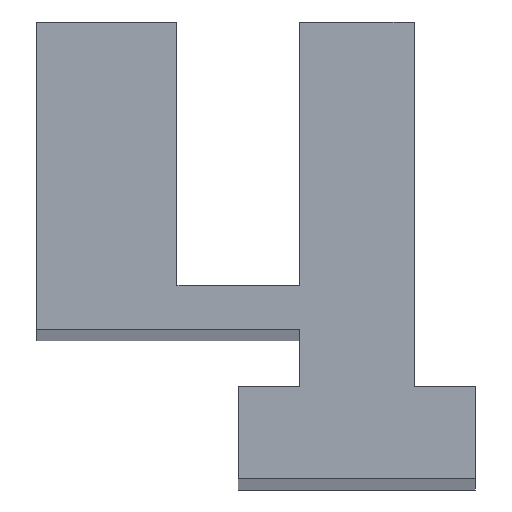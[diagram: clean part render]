
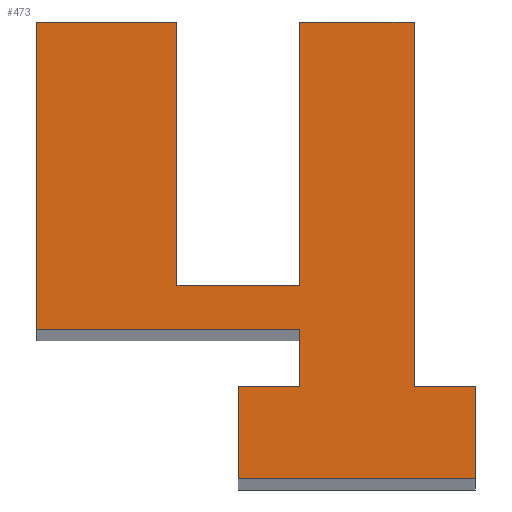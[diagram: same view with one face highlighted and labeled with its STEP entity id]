
A CAD part, top view. The second image highlights one B-rep face of the part: STEP entity #473.
In plain terms, the highlighted planar face has unit normal (0, 0, 1).
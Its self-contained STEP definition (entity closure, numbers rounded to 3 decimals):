
#24 = VERTEX_POINT('',#25);
#25 = CARTESIAN_POINT('',(-2.7,2.1,150.));
#31 = EDGE_CURVE('',#24,#32,#34,.T.);
#32 = VERTEX_POINT('',#33);
#33 = CARTESIAN_POINT('',(-2.7,0.,150.));
#34 = LINE('',#35,#36);
#35 = CARTESIAN_POINT('',(-2.7,2.1,150.));
#36 = VECTOR('',#37,1.);
#37 = DIRECTION('',(0.,-1.,0.));
#62 = EDGE_CURVE('',#32,#63,#65,.T.);
#63 = VERTEX_POINT('',#64);
#64 = CARTESIAN_POINT('',(2.7,0.,150.));
#65 = LINE('',#66,#67);
#66 = CARTESIAN_POINT('',(-2.7,0.,150.));
#67 = VECTOR('',#68,1.);
#68 = DIRECTION('',(1.,0.,0.));
#93 = EDGE_CURVE('',#63,#94,#96,.T.);
#94 = VERTEX_POINT('',#95);
#95 = CARTESIAN_POINT('',(2.7,2.1,150.));
#96 = LINE('',#97,#98);
#97 = CARTESIAN_POINT('',(2.7,0.,150.));
#98 = VECTOR('',#99,1.);
#99 = DIRECTION('',(0.,1.,0.));
#126 = VERTEX_POINT('',#127);
#127 = CARTESIAN_POINT('',(1.3,2.1,150.));
#133 = EDGE_CURVE('',#126,#94,#134,.T.);
#134 = LINE('',#135,#136);
#135 = CARTESIAN_POINT('',(1.3,2.1,150.));
#136 = VECTOR('',#137,1.);
#137 = DIRECTION('',(1.,0.,0.));
#155 = EDGE_CURVE('',#126,#156,#158,.T.);
#156 = VERTEX_POINT('',#157);
#157 = CARTESIAN_POINT('',(1.3,10.4,150.));
#158 = LINE('',#159,#160);
#159 = CARTESIAN_POINT('',(1.3,2.1,150.));
#160 = VECTOR('',#161,1.);
#161 = DIRECTION('',(0.,1.,0.));
#188 = VERTEX_POINT('',#189);
#189 = CARTESIAN_POINT('',(-1.3,10.4,150.));
#195 = EDGE_CURVE('',#188,#156,#196,.T.);
#196 = LINE('',#197,#198);
#197 = CARTESIAN_POINT('',(-1.3,10.4,150.));
#198 = VECTOR('',#199,1.);
#199 = DIRECTION('',(1.,0.,0.));
#219 = VERTEX_POINT('',#220);
#220 = CARTESIAN_POINT('',(-1.3,4.4,150.));
#226 = EDGE_CURVE('',#219,#188,#227,.T.);
#227 = LINE('',#228,#229);
#228 = CARTESIAN_POINT('',(-1.3,4.4,150.));
#229 = VECTOR('',#230,1.);
#230 = DIRECTION('',(0.,1.,0.));
#250 = VERTEX_POINT('',#251);
#251 = CARTESIAN_POINT('',(-4.1,4.4,150.));
#257 = EDGE_CURVE('',#250,#219,#258,.T.);
#258 = LINE('',#259,#260);
#259 = CARTESIAN_POINT('',(-4.1,4.4,150.));
#260 = VECTOR('',#261,1.);
#261 = DIRECTION('',(1.,0.,0.));
#281 = VERTEX_POINT('',#282);
#282 = CARTESIAN_POINT('',(-4.1,10.4,150.));
#288 = EDGE_CURVE('',#281,#250,#289,.T.);
#289 = LINE('',#290,#291);
#290 = CARTESIAN_POINT('',(-4.1,10.4,150.));
#291 = VECTOR('',#292,1.);
#292 = DIRECTION('',(0.,-1.,0.));
#312 = VERTEX_POINT('',#313);
#313 = CARTESIAN_POINT('',(-7.3,10.4,150.));
#319 = EDGE_CURVE('',#312,#281,#320,.T.);
#320 = LINE('',#321,#322);
#321 = CARTESIAN_POINT('',(-7.3,10.4,150.));
#322 = VECTOR('',#323,1.);
#323 = DIRECTION('',(1.,0.,0.));
#343 = VERTEX_POINT('',#344);
#344 = CARTESIAN_POINT('',(-7.3,3.4,150.));
#350 = EDGE_CURVE('',#343,#312,#351,.T.);
#351 = LINE('',#352,#353);
#352 = CARTESIAN_POINT('',(-7.3,3.4,150.));
#353 = VECTOR('',#354,1.);
#354 = DIRECTION('',(0.,1.,0.));
#374 = VERTEX_POINT('',#375);
#375 = CARTESIAN_POINT('',(-1.3,3.4,150.));
#381 = EDGE_CURVE('',#374,#343,#382,.T.);
#382 = LINE('',#383,#384);
#383 = CARTESIAN_POINT('',(-1.3,3.4,150.));
#384 = VECTOR('',#385,1.);
#385 = DIRECTION('',(-1.,0.,0.));
#405 = VERTEX_POINT('',#406);
#406 = CARTESIAN_POINT('',(-1.3,2.1,150.));
#412 = EDGE_CURVE('',#405,#374,#413,.T.);
#413 = LINE('',#414,#415);
#414 = CARTESIAN_POINT('',(-1.3,2.1,150.));
#415 = VECTOR('',#416,1.);
#416 = DIRECTION('',(0.,1.,0.));
#434 = EDGE_CURVE('',#24,#405,#435,.T.);
#435 = LINE('',#436,#437);
#436 = CARTESIAN_POINT('',(-2.7,2.1,150.));
#437 = VECTOR('',#438,1.);
#438 = DIRECTION('',(1.,0.,0.));
#473 = ADVANCED_FACE('',(#474),#490,.T.);
#474 = FACE_BOUND('',#475,.T.);
#475 = EDGE_LOOP('',(#476,#477,#478,#479,#480,#481,#482,#483,#484,#485,
    #486,#487,#488,#489));
#476 = ORIENTED_EDGE('',*,*,#31,.T.);
#477 = ORIENTED_EDGE('',*,*,#62,.T.);
#478 = ORIENTED_EDGE('',*,*,#93,.T.);
#479 = ORIENTED_EDGE('',*,*,#133,.F.);
#480 = ORIENTED_EDGE('',*,*,#155,.T.);
#481 = ORIENTED_EDGE('',*,*,#195,.F.);
#482 = ORIENTED_EDGE('',*,*,#226,.F.);
#483 = ORIENTED_EDGE('',*,*,#257,.F.);
#484 = ORIENTED_EDGE('',*,*,#288,.F.);
#485 = ORIENTED_EDGE('',*,*,#319,.F.);
#486 = ORIENTED_EDGE('',*,*,#350,.F.);
#487 = ORIENTED_EDGE('',*,*,#381,.F.);
#488 = ORIENTED_EDGE('',*,*,#412,.F.);
#489 = ORIENTED_EDGE('',*,*,#434,.F.);
#490 = PLANE('',#491);
#491 = AXIS2_PLACEMENT_3D('',#492,#493,#494);
#492 = CARTESIAN_POINT('',(-2.266,5.322,150.));
#493 = DIRECTION('',(0.,0.,1.));
#494 = DIRECTION('',(1.,0.,0.));
